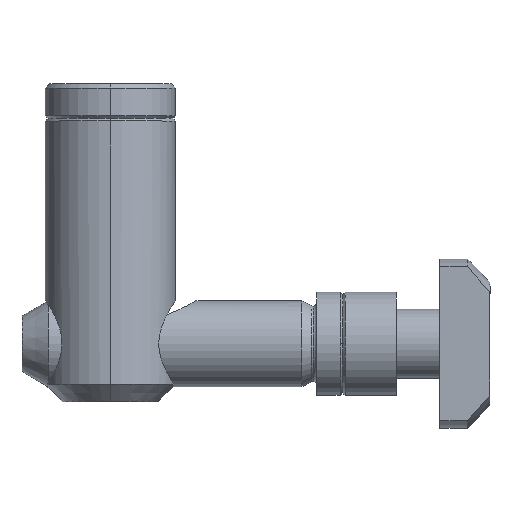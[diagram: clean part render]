
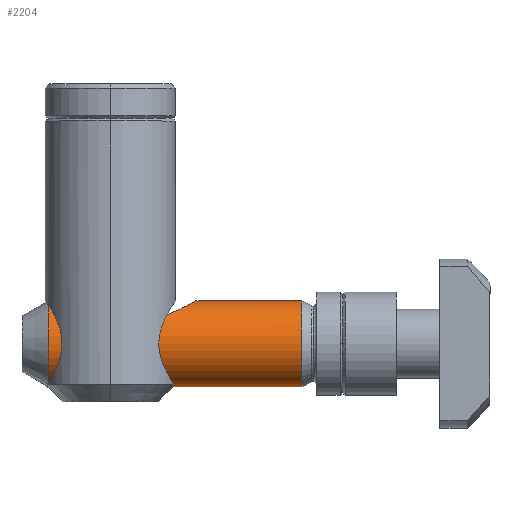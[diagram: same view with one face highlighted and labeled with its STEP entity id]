
A CAD part, top view. The second image highlights one B-rep face of the part: STEP entity #2204.
In plain terms, the highlighted cylindrical face has radius 4.95 mm (diameter 9.9 mm), a partial arc.
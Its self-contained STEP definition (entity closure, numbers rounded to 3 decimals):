
#15 = CYLINDRICAL_SURFACE ( 'NONE', #1238, 4.95 ) ;
#26 = CARTESIAN_POINT ( 'NONE',  ( 9.875, -25.05, 0. ) ) ;
#99 = CARTESIAN_POINT ( 'NONE',  ( 4.678, -27.058, 3.981 ) ) ;
#125 = CARTESIAN_POINT ( 'NONE',  ( -1.408, -25.311, 1.594 ) ) ;
#158 = CARTESIAN_POINT ( 'NONE',  ( 43.8, -25.05, 0. ) ) ;
#178 = CARTESIAN_POINT ( 'NONE',  ( 2.325, -26.89, 3.853 ) ) ;
#193 = CARTESIAN_POINT ( 'NONE',  ( 9.875, -25.05, 0.17 ) ) ;
#214 = CARTESIAN_POINT ( 'NONE',  ( 9.125, -25.465, 1.988 ) ) ;
#224 = AXIS2_PLACEMENT_3D ( 'NONE', #1126, #1529, #2279 ) ;
#261 = EDGE_CURVE ( 'NONE', #1327, #485, #2037, .T. ) ;
#280 = CARTESIAN_POINT ( 'NONE',  ( -1.799, -25.093, 0.675 ) ) ;
#298 = EDGE_CURVE ( 'NONE', #605, #1006, #1867, .T. ) ;
#310 = CARTESIAN_POINT ( 'NONE',  ( -1.638, -25.183, 1.153 ) ) ;
#324 = CARTESIAN_POINT ( 'NONE',  ( 1.688, -26.711, 3.701 ) ) ;
#340 = LINE ( 'NONE', #1463, #2042 ) ;
#399 = CARTESIAN_POINT ( 'NONE',  ( 7.504, -26.258, 3.247 ) ) ;
#408 = CARTESIAN_POINT ( 'NONE',  ( 5.67, -26.891, 3.854 ) ) ;
#485 = VERTEX_POINT ( 'NONE', #817 ) ;
#489 = DIRECTION ( 'NONE',  ( -1., 0., 0. ) ) ;
#493 = CARTESIAN_POINT ( 'NONE',  ( 22.1, -25.05, 0. ) ) ;
#510 = CARTESIAN_POINT ( 'NONE',  ( 0.492, -26.256, 3.244 ) ) ;
#537 = ORIENTED_EDGE ( 'NONE', *, *, #1873, .F. ) ;
#577 = CARTESIAN_POINT ( 'NONE',  ( 8.057, -26.007, 2.933 ) ) ;
#587 = CARTESIAN_POINT ( 'NONE',  ( 43.8, -30., 0. ) ) ;
#605 = VERTEX_POINT ( 'NONE', #1287 ) ;
#611 = CARTESIAN_POINT ( 'NONE',  ( 8.318, -25.881, 2.755 ) ) ;
#672 = CARTESIAN_POINT ( 'NONE',  ( -1.86, -25.059, 0.339 ) ) ;
#696 = CARTESIAN_POINT ( 'NONE',  ( -0.057, -26.007, 2.933 ) ) ;
#710 = CARTESIAN_POINT ( 'NONE',  ( 3.321, -27.064, 3.986 ) ) ;
#757 = EDGE_CURVE ( 'NONE', #1477, #1418, #340, .T. ) ;
#773 = VECTOR ( 'NONE', #489, 1000. ) ;
#791 = FACE_OUTER_BOUND ( 'NONE', #1021, .T. ) ;
#817 = CARTESIAN_POINT ( 'NONE',  ( 9.875, -25.05, 0. ) ) ;
#831 = DIRECTION ( 'NONE',  ( 0., -1., 0. ) ) ;
#852 = CARTESIAN_POINT ( 'NONE',  ( -7.2, -30., 0. ) ) ;
#858 = CARTESIAN_POINT ( 'NONE',  ( 4.846, -27.039, 3.967 ) ) ;
#884 = CARTESIAN_POINT ( 'NONE',  ( -1.318, -25.36, 1.73 ) ) ;
#919 = DIRECTION ( 'NONE',  ( -1., 0., 0. ) ) ;
#1006 = VERTEX_POINT ( 'NONE', #2135 ) ;
#1021 = EDGE_LOOP ( 'NONE', ( #2151, #1229, #1989, #2398, #537, #1551 ) ) ;
#1040 = CARTESIAN_POINT ( 'NONE',  ( 1.38, -26.607, 3.607 ) ) ;
#1064 = CARTESIAN_POINT ( 'NONE',  ( -1.568, -25.223, 1.305 ) ) ;
#1078 = CARTESIAN_POINT ( 'NONE',  ( 2.656, -26.964, 3.91 ) ) ;
#1092 = VECTOR ( 'NONE', #919, 1000. ) ;
#1103 = CARTESIAN_POINT ( 'NONE',  ( 43.8, -25.05, 0. ) ) ;
#1126 = CARTESIAN_POINT ( 'NONE',  ( 22.1, -30., 0. ) ) ;
#1135 = CARTESIAN_POINT ( 'NONE',  ( 6.311, -26.712, 3.702 ) ) ;
#1142 = EDGE_CURVE ( 'NONE', #1477, #1327, #1368, .T. ) ;
#1157 = CARTESIAN_POINT ( 'NONE',  ( 8.797, -25.637, 2.343 ) ) ;
#1169 = CARTESIAN_POINT ( 'NONE',  ( 9.798, -25.094, 0.676 ) ) ;
#1229 = ORIENTED_EDGE ( 'NONE', *, *, #261, .T. ) ;
#1238 = AXIS2_PLACEMENT_3D ( 'NONE', #587, #1347, #1367 ) ;
#1267 = CARTESIAN_POINT ( 'NONE',  ( 0.783, -26.38, 3.38 ) ) ;
#1287 = CARTESIAN_POINT ( 'NONE',  ( -1.875, -25.05, 0. ) ) ;
#1327 = VERTEX_POINT ( 'NONE', #493 ) ;
#1340 = CARTESIAN_POINT ( 'NONE',  ( 8.681, -25.698, 2.451 ) ) ;
#1347 = DIRECTION ( 'NONE',  ( -1., 0., 0. ) ) ;
#1361 = CARTESIAN_POINT ( 'NONE',  ( 9.859, -25.059, 0.341 ) ) ;
#1367 = DIRECTION ( 'NONE',  ( 0., -1., 0. ) ) ;
#1368 = CIRCLE ( 'NONE', #224, 4.95 ) ;
#1371 = CARTESIAN_POINT ( 'NONE',  ( 9.568, -25.223, 1.305 ) ) ;
#1390 = EDGE_CURVE ( 'NONE', #605, #485, #1798, .T. ) ;
#1418 = VERTEX_POINT ( 'NONE', #1705 ) ;
#1463 = CARTESIAN_POINT ( 'NONE',  ( 43.8, -34.95, 0. ) ) ;
#1477 = VERTEX_POINT ( 'NONE', #2108 ) ;
#1512 = CARTESIAN_POINT ( 'NONE',  ( 9.02, -25.521, 2.111 ) ) ;
#1529 = DIRECTION ( 'NONE',  ( -1., 0., 0. ) ) ;
#1532 = CIRCLE ( 'NONE', #1847, 4.95 ) ;
#1546 = CARTESIAN_POINT ( 'NONE',  ( 9.319, -25.36, 1.729 ) ) ;
#1551 = ORIENTED_EDGE ( 'NONE', *, *, #757, .F. ) ;
#1600 = CARTESIAN_POINT ( 'NONE',  ( 3.657, -27.09, 4.005 ) ) ;
#1616 = CARTESIAN_POINT ( 'NONE',  ( 5.344, -26.964, 3.91 ) ) ;
#1648 = DIRECTION ( 'NONE',  ( -1., 0., 0. ) ) ;
#1655 = CARTESIAN_POINT ( 'NONE',  ( -1.875, -25.05, 0.17 ) ) ;
#1705 = CARTESIAN_POINT ( 'NONE',  ( -7.2, -34.95, 0. ) ) ;
#1725 = CARTESIAN_POINT ( 'NONE',  ( 9.408, -25.311, 1.593 ) ) ;
#1797 = CARTESIAN_POINT ( 'NONE',  ( 4.339, -27.084, 4. ) ) ;
#1798 = B_SPLINE_CURVE_WITH_KNOTS ( 'NONE', 3,
 ( #2208, #1655, #672, #280, #2406, #310, #1064, #125, #884, #2218, #2029, #2388, #696, #510, #1267, #1040, #324, #178, #1078, #710, #1600, #2348, #1797, #99, #858, #1616, #408, #1135, #2087, #2273, #399, #577, #611, #1340, #1157, #1512, #214, #1546, #1725, #1371, #1916, #2073, #1169, #1361, #193, #26 ),
 .UNSPECIFIED., .F., .F.,
 ( 4, 2, 2, 2, 2, 2, 2, 2, 2, 2, 2, 2, 2, 2, 2, 2, 2, 2, 2, 2, 2, 2, 4 ),
 ( 0.012, 0.012, 0.013, 0.013, 0.014, 0.015, 0.016, 0.017, 0.018, 0.019, 0.02, 0.02, 0.021, 0.022, 0.023, 0.024, 0.025, 0.026, 0.026, 0.027, 0.027, 0.028, 0.028 ),
 .UNSPECIFIED. ) ;
#1847 = AXIS2_PLACEMENT_3D ( 'NONE', #852, #2334, #831 ) ;
#1867 = LINE ( 'NONE', #158, #1092 ) ;
#1873 = EDGE_CURVE ( 'NONE', #1418, #1006, #1532, .T. ) ;
#1916 = CARTESIAN_POINT ( 'NONE',  ( 9.639, -25.183, 1.152 ) ) ;
#1989 = ORIENTED_EDGE ( 'NONE', *, *, #1390, .F. ) ;
#2029 = CARTESIAN_POINT ( 'NONE',  ( -0.801, -25.637, 2.35 ) ) ;
#2037 = LINE ( 'NONE', #1103, #773 ) ;
#2042 = VECTOR ( 'NONE', #1648, 1000. ) ;
#2073 = CARTESIAN_POINT ( 'NONE',  ( 9.753, -25.119, 0.838 ) ) ;
#2087 = CARTESIAN_POINT ( 'NONE',  ( 6.621, -26.606, 3.607 ) ) ;
#2108 = CARTESIAN_POINT ( 'NONE',  ( 22.1, -34.95, 0. ) ) ;
#2135 = CARTESIAN_POINT ( 'NONE',  ( -7.2, -25.05, 0. ) ) ;
#2151 = ORIENTED_EDGE ( 'NONE', *, *, #1142, .T. ) ;
#2204 = ADVANCED_FACE ( 'NONE', ( #791 ), #15, .T. ) ;
#2208 = CARTESIAN_POINT ( 'NONE',  ( -1.875, -25.05, 0. ) ) ;
#2218 = CARTESIAN_POINT ( 'NONE',  ( -1.028, -25.517, 2.117 ) ) ;
#2273 = CARTESIAN_POINT ( 'NONE',  ( 7.217, -26.38, 3.38 ) ) ;
#2279 = DIRECTION ( 'NONE',  ( 0., -1., 0. ) ) ;
#2334 = DIRECTION ( 'NONE',  ( -1., 0., 0. ) ) ;
#2348 = CARTESIAN_POINT ( 'NONE',  ( 4.167, -27.091, 4.005 ) ) ;
#2388 = CARTESIAN_POINT ( 'NONE',  ( -0.316, -25.882, 2.756 ) ) ;
#2398 = ORIENTED_EDGE ( 'NONE', *, *, #298, .T. ) ;
#2406 = CARTESIAN_POINT ( 'NONE',  ( -1.753, -25.119, 0.839 ) ) ;
